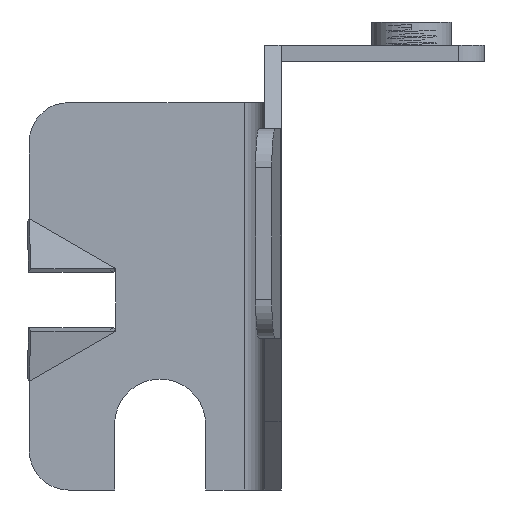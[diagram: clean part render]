
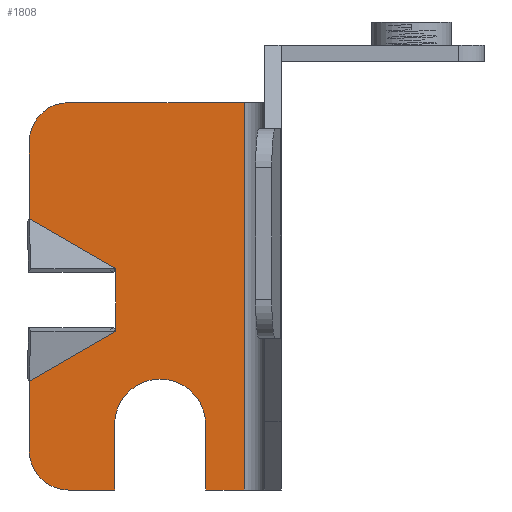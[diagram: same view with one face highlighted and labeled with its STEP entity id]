
A CAD part, left-side view. The second image highlights one B-rep face of the part: STEP entity #1808.
In plain terms, the highlighted planar face has unit normal (-1, 0, 0).
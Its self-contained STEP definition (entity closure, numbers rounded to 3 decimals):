
#57=PLANE('',#1967);
#147=FACE_OUTER_BOUND('',#262,.T.);
#262=EDGE_LOOP('',(#1475,#1476,#1477,#1478,#1479,#1480,#1481,#1482,#1483,
#1484,#1485,#1486,#1487,#1488));
#365=CIRCLE('',#1968,1.905);
#366=CIRCLE('',#1969,2.21);
#367=CIRCLE('',#1970,1.905);
#459=LINE('',#3341,#647);
#465=LINE('',#3354,#653);
#530=LINE('',#3496,#718);
#533=LINE('',#3502,#721);
#534=LINE('',#3506,#722);
#535=LINE('',#3508,#723);
#536=LINE('',#3510,#724);
#537=LINE('',#3512,#725);
#538=LINE('',#3515,#726);
#539=LINE('',#3517,#727);
#540=LINE('',#3518,#728);
#647=VECTOR('',#2222,1000.);
#653=VECTOR('',#2230,1000.);
#718=VECTOR('',#2341,1000.);
#721=VECTOR('',#2348,1000.);
#722=VECTOR('',#2351,1000.);
#723=VECTOR('',#2352,1000.);
#724=VECTOR('',#2353,1000.);
#725=VECTOR('',#2354,1000.);
#726=VECTOR('',#2357,1000.);
#727=VECTOR('',#2358,1000.);
#728=VECTOR('',#2359,1000.);
#856=VERTEX_POINT('',#3339);
#857=VERTEX_POINT('',#3340);
#862=VERTEX_POINT('',#3351);
#863=VERTEX_POINT('',#3353);
#916=VERTEX_POINT('',#3494);
#917=VERTEX_POINT('',#3495);
#918=VERTEX_POINT('',#3501);
#919=VERTEX_POINT('',#3503);
#920=VERTEX_POINT('',#3505);
#921=VERTEX_POINT('',#3507);
#922=VERTEX_POINT('',#3509);
#923=VERTEX_POINT('',#3511);
#924=VERTEX_POINT('',#3514);
#925=VERTEX_POINT('',#3516);
#1049=EDGE_CURVE('',#856,#857,#459,.T.);
#1055=EDGE_CURVE('',#863,#862,#465,.T.);
#1131=EDGE_CURVE('',#916,#917,#530,.T.);
#1134=EDGE_CURVE('',#862,#856,#365,.T.);
#1135=EDGE_CURVE('',#857,#918,#533,.T.);
#1136=EDGE_CURVE('',#918,#919,#366,.T.);
#1137=EDGE_CURVE('',#919,#920,#534,.T.);
#1138=EDGE_CURVE('',#920,#921,#535,.T.);
#1139=EDGE_CURVE('',#922,#921,#536,.T.);
#1140=EDGE_CURVE('',#923,#922,#537,.T.);
#1141=EDGE_CURVE('',#923,#916,#367,.T.);
#1142=EDGE_CURVE('',#917,#924,#538,.T.);
#1143=EDGE_CURVE('',#924,#925,#539,.T.);
#1144=EDGE_CURVE('',#925,#863,#540,.T.);
#1475=ORIENTED_EDGE('',*,*,#1055,.T.);
#1476=ORIENTED_EDGE('',*,*,#1134,.T.);
#1477=ORIENTED_EDGE('',*,*,#1049,.T.);
#1478=ORIENTED_EDGE('',*,*,#1135,.T.);
#1479=ORIENTED_EDGE('',*,*,#1136,.T.);
#1480=ORIENTED_EDGE('',*,*,#1137,.T.);
#1481=ORIENTED_EDGE('',*,*,#1138,.T.);
#1482=ORIENTED_EDGE('',*,*,#1139,.F.);
#1483=ORIENTED_EDGE('',*,*,#1140,.F.);
#1484=ORIENTED_EDGE('',*,*,#1141,.T.);
#1485=ORIENTED_EDGE('',*,*,#1131,.T.);
#1486=ORIENTED_EDGE('',*,*,#1142,.T.);
#1487=ORIENTED_EDGE('',*,*,#1143,.T.);
#1488=ORIENTED_EDGE('',*,*,#1144,.T.);
#1808=ADVANCED_FACE('',(#147),#57,.F.);
#1967=AXIS2_PLACEMENT_3D('',#3499,#2344,#2345);
#1968=AXIS2_PLACEMENT_3D('',#3500,#2346,#2347);
#1969=AXIS2_PLACEMENT_3D('',#3504,#2349,#2350);
#1970=AXIS2_PLACEMENT_3D('',#3513,#2355,#2356);
#2222=DIRECTION('',(0.,-1.,0.));
#2230=DIRECTION('',(0.,0.,-1.));
#2341=DIRECTION('',(0.,0.,-1.));
#2344=DIRECTION('center_axis',(1.,0.,0.));
#2345=DIRECTION('ref_axis',(0.,0.,-1.));
#2346=DIRECTION('center_axis',(-1.,0.,0.));
#2347=DIRECTION('ref_axis',(0.,0.,-1.));
#2348=DIRECTION('',(0.,0.,1.));
#2349=DIRECTION('center_axis',(1.,0.,0.));
#2350=DIRECTION('ref_axis',(0.,0.,-1.));
#2351=DIRECTION('',(0.,0.,-1.));
#2352=DIRECTION('',(0.,-1.,0.));
#2353=DIRECTION('',(0.,0.,-1.));
#2354=DIRECTION('',(0.,-1.,0.));
#2355=DIRECTION('center_axis',(-1.,0.,0.));
#2356=DIRECTION('ref_axis',(0.,0.,-1.));
#2357=DIRECTION('',(0.,-0.866,-0.5));
#2358=DIRECTION('',(0.,0.,-1.));
#2359=DIRECTION('',(0.,0.866,-0.5));
#3339=CARTESIAN_POINT('',(0.,9.525,0.));
#3340=CARTESIAN_POINT('',(0.,7.29,0.));
#3341=CARTESIAN_POINT('',(0.,0.991,0.));
#3351=CARTESIAN_POINT('',(0.,11.43,1.905));
#3353=CARTESIAN_POINT('',(0.,11.43,5.277));
#3354=CARTESIAN_POINT('',(0.,11.43,21.59));
#3494=CARTESIAN_POINT('',(0.,11.43,16.891));
#3495=CARTESIAN_POINT('',(0.,11.43,13.164));
#3496=CARTESIAN_POINT('',(0.,11.43,21.59));
#3499=CARTESIAN_POINT('Origin',(0.,0.991,21.59));
#3500=CARTESIAN_POINT('Origin',(0.,9.525,1.905));
#3501=CARTESIAN_POINT('',(0.,7.29,3.175));
#3502=CARTESIAN_POINT('',(0.,7.29,3.175));
#3503=CARTESIAN_POINT('',(0.,2.87,3.175));
#3504=CARTESIAN_POINT('Origin',(0.,5.08,3.175));
#3505=CARTESIAN_POINT('',(0.,2.87,0.));
#3506=CARTESIAN_POINT('',(0.,2.87,3.175));
#3507=CARTESIAN_POINT('',(0.,0.991,0.));
#3508=CARTESIAN_POINT('',(0.,0.991,0.));
#3509=CARTESIAN_POINT('',(0.,0.991,18.796));
#3510=CARTESIAN_POINT('',(0.,0.991,21.59));
#3511=CARTESIAN_POINT('',(0.,9.525,18.796));
#3512=CARTESIAN_POINT('',(0.,0.991,18.796));
#3513=CARTESIAN_POINT('Origin',(0.,9.525,16.891));
#3514=CARTESIAN_POINT('',(0.,7.239,10.744));
#3515=CARTESIAN_POINT('',(0.,11.43,13.164));
#3516=CARTESIAN_POINT('',(0.,7.239,7.696));
#3517=CARTESIAN_POINT('',(0.,7.239,10.744));
#3518=CARTESIAN_POINT('',(0.,11.43,5.277));
